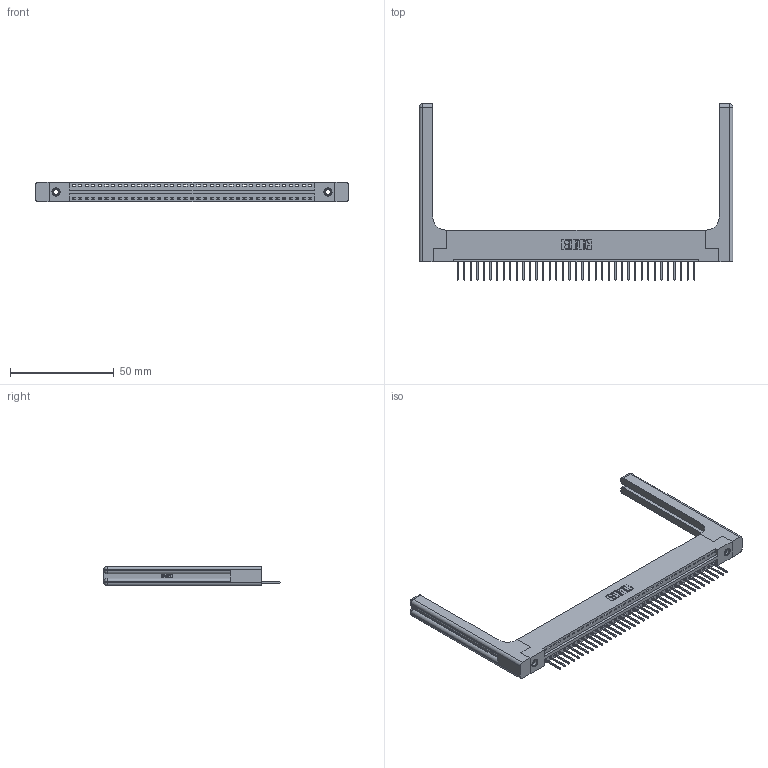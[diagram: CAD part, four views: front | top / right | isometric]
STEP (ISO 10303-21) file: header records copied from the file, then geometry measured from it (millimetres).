
FILE_DESCRIPTION (( 'STEP AP203' ), '1' );
FILE_NAME ('396-037-526-158.STEP', '2019-10-27T17:45:49', ( '' ), ( '' ), 'SwSTEP 2.0', 'SolidWorks 2016', '' );
FILE_SCHEMA (( 'CONFIG_CONTROL_DESIGN' ));
Length unit declared in the file: inch
Products named in the file (5): 345-250-001_345-250-001-102; 346 Part_Flush Mounting Lugs - 0.156 Dia-TH; 346-220-058_345-220-058; 345-292-001_345-293-126; 396-037-526-158
Assembly tree (42 placements, depth 2):
  396-037-526-158
    346 Part_Flush Mounting Lugs - 0.156 Dia-TH
    345-292-001_345-293-126  x37
    345-250-001_345-250-001-102  x2
    346-220-058_345-220-058  x2
Bounding box: 151.54 x 85.09 x 9.4 mm (x, y, z)
Volume: 21959.8 mm3; surface area: 23129.5 mm2
Topology: 42 solids, 42 shells, 2524 faces, 7507 edges, 4934 vertices
Faces by surface type: plane 1704, cylinder 760, bspline 36, cone 12, sphere 8, torus 4
Entity records: 28836 total; most frequent: CARTESIAN_POINT 5924, ORIENTED_EDGE 4692, DIRECTION 4164, EDGE_CURVE 2346, VECTOR 1974, LINE 1974, VERTEX_POINT 1554, AXIS2_PLACEMENT_3D 1095
